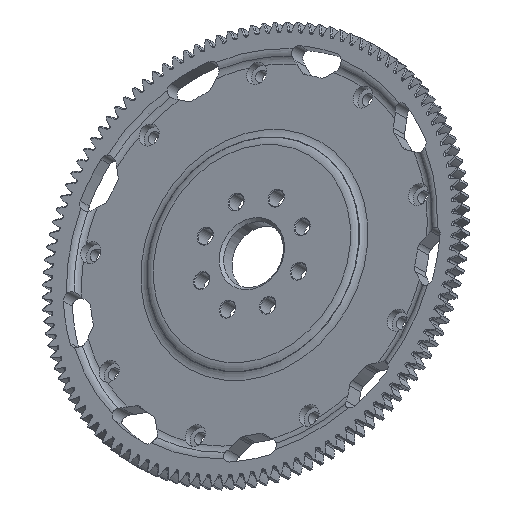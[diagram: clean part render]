
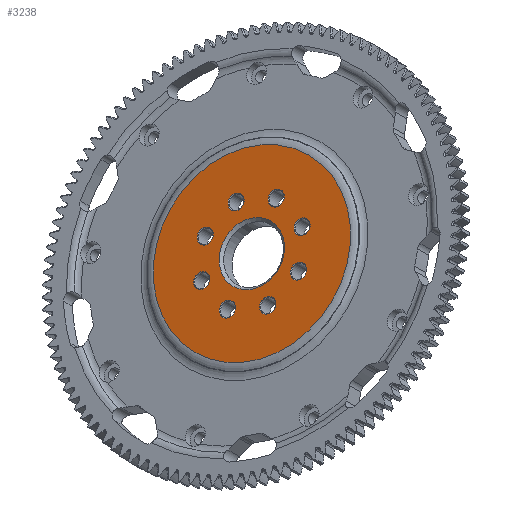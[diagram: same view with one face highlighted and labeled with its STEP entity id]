
A CAD part, isometric view. The second image highlights one B-rep face of the part: STEP entity #3238.
In plain terms, the highlighted planar face has unit normal (-0.707, 0, 0.707).
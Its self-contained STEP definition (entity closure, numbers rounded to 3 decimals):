
#3238=ADVANCED_FACE('',(#4059,#4060,#4061,#4062,#4063,#4064,#4065,#4066,
#4067,#4068),#4024,.T.);
#4024=PLANE('',#16021);
#4059=FACE_BOUND('',#4276,.T.);
#4060=FACE_BOUND('',#4277,.T.);
#4061=FACE_BOUND('',#4278,.T.);
#4062=FACE_BOUND('',#4279,.T.);
#4063=FACE_BOUND('',#4280,.T.);
#4064=FACE_BOUND('',#4281,.T.);
#4065=FACE_BOUND('',#4282,.T.);
#4066=FACE_BOUND('',#4283,.T.);
#4067=FACE_BOUND('',#4284,.T.);
#4068=FACE_BOUND('',#4285,.T.);
#4276=EDGE_LOOP('',(#5992));
#4277=EDGE_LOOP('',(#5993));
#4278=EDGE_LOOP('',(#5994));
#4279=EDGE_LOOP('',(#5995));
#4280=EDGE_LOOP('',(#5996));
#4281=EDGE_LOOP('',(#5997));
#4282=EDGE_LOOP('',(#5998));
#4283=EDGE_LOOP('',(#5999));
#4284=EDGE_LOOP('',(#6000));
#4285=EDGE_LOOP('',(#6001));
#5992=ORIENTED_EDGE('',*,*,#12226,.T.);
#5993=ORIENTED_EDGE('',*,*,#12227,.T.);
#5994=ORIENTED_EDGE('',*,*,#12228,.T.);
#5995=ORIENTED_EDGE('',*,*,#12229,.T.);
#5996=ORIENTED_EDGE('',*,*,#12230,.T.);
#5997=ORIENTED_EDGE('',*,*,#12231,.T.);
#5998=ORIENTED_EDGE('',*,*,#12232,.T.);
#5999=ORIENTED_EDGE('',*,*,#12233,.T.);
#6000=ORIENTED_EDGE('',*,*,#12234,.T.);
#6001=ORIENTED_EDGE('',*,*,#12235,.T.);
#10572=VERTEX_POINT('',#25242);
#10573=VERTEX_POINT('',#25244);
#10574=VERTEX_POINT('',#25246);
#10575=VERTEX_POINT('',#25248);
#10576=VERTEX_POINT('',#25250);
#10577=VERTEX_POINT('',#25252);
#10578=VERTEX_POINT('',#25254);
#10579=VERTEX_POINT('',#25256);
#10580=VERTEX_POINT('',#25258);
#10581=VERTEX_POINT('',#25260);
#12226=EDGE_CURVE('',#10572,#10572,#14426,.T.);
#12227=EDGE_CURVE('',#10573,#10573,#14427,.T.);
#12228=EDGE_CURVE('',#10574,#10574,#14428,.T.);
#12229=EDGE_CURVE('',#10575,#10575,#14429,.T.);
#12230=EDGE_CURVE('',#10576,#10576,#14430,.T.);
#12231=EDGE_CURVE('',#10577,#10577,#14431,.T.);
#12232=EDGE_CURVE('',#10578,#10578,#14432,.T.);
#12233=EDGE_CURVE('',#10579,#10579,#14433,.T.);
#12234=EDGE_CURVE('',#10580,#10580,#14434,.T.);
#12235=EDGE_CURVE('',#10581,#10581,#14435,.T.);
#14426=CIRCLE('',#16011,69.395);
#14427=CIRCLE('',#16012,23.01);
#14428=CIRCLE('',#16013,5.7);
#14429=CIRCLE('',#16014,5.7);
#14430=CIRCLE('',#16015,5.7);
#14431=CIRCLE('',#16016,5.7);
#14432=CIRCLE('',#16017,5.7);
#14433=CIRCLE('',#16018,5.7);
#14434=CIRCLE('',#16019,5.7);
#14435=CIRCLE('',#16020,5.7);
#16011=AXIS2_PLACEMENT_3D('',#25241,#19274,#19275);
#16012=AXIS2_PLACEMENT_3D('',#25243,#19276,#19277);
#16013=AXIS2_PLACEMENT_3D('',#25245,#19278,#19279);
#16014=AXIS2_PLACEMENT_3D('',#25247,#19280,#19281);
#16015=AXIS2_PLACEMENT_3D('',#25249,#19282,#19283);
#16016=AXIS2_PLACEMENT_3D('',#25251,#19284,#19285);
#16017=AXIS2_PLACEMENT_3D('',#25253,#19286,#19287);
#16018=AXIS2_PLACEMENT_3D('',#25255,#19288,#19289);
#16019=AXIS2_PLACEMENT_3D('',#25257,#19290,#19291);
#16020=AXIS2_PLACEMENT_3D('',#25259,#19292,#19293);
#16021=AXIS2_PLACEMENT_3D('',#25261,#19294,#19295);
#19274=DIRECTION('',(-0.707,0.,0.707));
#19275=DIRECTION('',(0.707,0.,0.707));
#19276=DIRECTION('',(0.707,0.,-0.707));
#19277=DIRECTION('',(0.707,0.,0.707));
#19278=DIRECTION('',(0.707,0.,-0.707));
#19279=DIRECTION('',(0.707,0.,0.707));
#19280=DIRECTION('',(0.707,0.,-0.707));
#19281=DIRECTION('',(0.707,0.,0.707));
#19282=DIRECTION('',(0.707,0.,-0.707));
#19283=DIRECTION('',(0.707,0.,0.707));
#19284=DIRECTION('',(0.707,0.,-0.707));
#19285=DIRECTION('',(0.707,0.,0.707));
#19286=DIRECTION('',(0.707,0.,-0.707));
#19287=DIRECTION('',(0.707,0.,0.707));
#19288=DIRECTION('',(0.707,0.,-0.707));
#19289=DIRECTION('',(0.707,0.,0.707));
#19290=DIRECTION('',(0.707,0.,-0.707));
#19291=DIRECTION('',(0.707,0.,0.707));
#19292=DIRECTION('',(0.707,0.,-0.707));
#19293=DIRECTION('',(0.707,0.,0.707));
#19294=DIRECTION('',(-0.707,0.,0.707));
#19295=DIRECTION('',(0.707,0.,0.707));
#25241=CARTESIAN_POINT('',(7.778,0.,-7.778));
#25242=CARTESIAN_POINT('',(56.848,0.,41.291));
#25243=CARTESIAN_POINT('',(7.778,0.,-7.778));
#25244=CARTESIAN_POINT('',(24.049,0.,8.492));
#25245=CARTESIAN_POINT('',(11.288,-36.691,-4.269));
#25246=CARTESIAN_POINT('',(15.318,-36.691,-0.238));
#25247=CARTESIAN_POINT('',(28.605,-22.435,13.049));
#25248=CARTESIAN_POINT('',(32.636,-22.435,17.079));
#25249=CARTESIAN_POINT('',(33.722,4.963,18.166));
#25250=CARTESIAN_POINT('',(37.753,4.963,22.197));
#25251=CARTESIAN_POINT('',(23.642,29.454,8.086));
#25252=CARTESIAN_POINT('',(27.672,29.454,12.116));
#25253=CARTESIAN_POINT('',(4.269,36.691,-11.288));
#25254=CARTESIAN_POINT('',(8.299,36.691,-7.257));
#25255=CARTESIAN_POINT('',(-13.049,22.435,-28.605));
#25256=CARTESIAN_POINT('',(-9.018,22.435,-24.575));
#25257=CARTESIAN_POINT('',(-18.166,-4.963,-33.722));
#25258=CARTESIAN_POINT('',(-14.136,-4.963,-29.692));
#25259=CARTESIAN_POINT('',(-8.086,-29.454,-23.642));
#25260=CARTESIAN_POINT('',(-4.055,-29.454,-19.611));
#25261=CARTESIAN_POINT('',(7.778,0.,-7.778));
